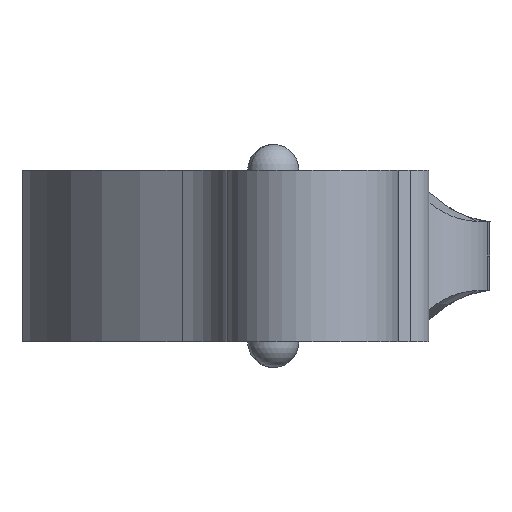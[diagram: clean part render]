
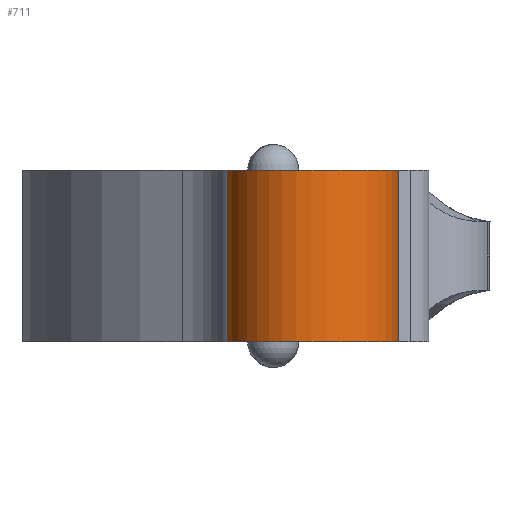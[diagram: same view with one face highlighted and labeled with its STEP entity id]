
A CAD part, left-side view. The second image highlights one B-rep face of the part: STEP entity #711.
In plain terms, the highlighted cylindrical face has radius 5 mm (diameter 10 mm), a partial arc.
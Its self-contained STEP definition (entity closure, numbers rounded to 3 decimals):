
#175=CARTESIAN_POINT('Vertex',(4.583,-7.,0.)) ;
#178=CARTESIAN_POINT('Axis2P3D Location',(0.,-5.,0.)) ;
#182=CARTESIAN_POINT('Vertex',(0.,0.,0.)) ;
#540=CARTESIAN_POINT('Vertex',(0.,0.,10.)) ;
#543=CARTESIAN_POINT('Axis2P3D Location',(0.,-5.,10.)) ;
#547=CARTESIAN_POINT('Vertex',(4.583,-7.,10.)) ;
#683=CARTESIAN_POINT('Line Origine',(0.,0.,5.)) ;
#695=CARTESIAN_POINT('Axis2P3D Location',(0.,-5.,5.)) ;
#700=CARTESIAN_POINT('Line Origine',(4.583,-7.,0.)) ;
#179=DIRECTION('Axis2P3D Direction',(0.,0.,1.)) ;
#544=DIRECTION('Axis2P3D Direction',(0.,0.,1.)) ;
#684=DIRECTION('Vector Direction',(0.,0.,1.)) ;
#696=DIRECTION('Axis2P3D Direction',(0.,0.,1.)) ;
#697=DIRECTION('Axis2P3D XDirection',(0.,1.,0.)) ;
#701=DIRECTION('Vector Direction',(0.,0.,1.)) ;
#180=AXIS2_PLACEMENT_3D('Circle Axis2P3D',#178,#179,$) ;
#545=AXIS2_PLACEMENT_3D('Circle Axis2P3D',#543,#544,$) ;
#698=AXIS2_PLACEMENT_3D('Cylinder Axis2P3D',#695,#696,#697) ;
#706=ORIENTED_EDGE('',*,*,#687,.F.) ;
#707=ORIENTED_EDGE('',*,*,#184,.T.) ;
#708=ORIENTED_EDGE('',*,*,#704,.T.) ;
#709=ORIENTED_EDGE('',*,*,#549,.F.) ;
#685=VECTOR('Line Direction',#684,1.) ;
#702=VECTOR('Line Direction',#701,1.) ;
#711=ADVANCED_FACE('Corps principal',(#710),#699,.T.) ;
#181=CIRCLE('generated circle',#180,5.) ;
#546=CIRCLE('generated circle',#545,5.) ;
#699=CYLINDRICAL_SURFACE('generated cylinder',#698,5.) ;
#184=EDGE_CURVE('',#183,#176,#181,.T.) ;
#549=EDGE_CURVE('',#541,#548,#546,.T.) ;
#687=EDGE_CURVE('',#183,#541,#686,.T.) ;
#704=EDGE_CURVE('',#176,#548,#703,.T.) ;
#705=EDGE_LOOP('',(#706,#707,#708,#709)) ;
#710=FACE_OUTER_BOUND('',#705,.T.) ;
#686=LINE('Line',#683,#685) ;
#703=LINE('Line',#700,#702) ;
#176=VERTEX_POINT('',#175) ;
#183=VERTEX_POINT('',#182) ;
#541=VERTEX_POINT('',#540) ;
#548=VERTEX_POINT('',#547) ;
